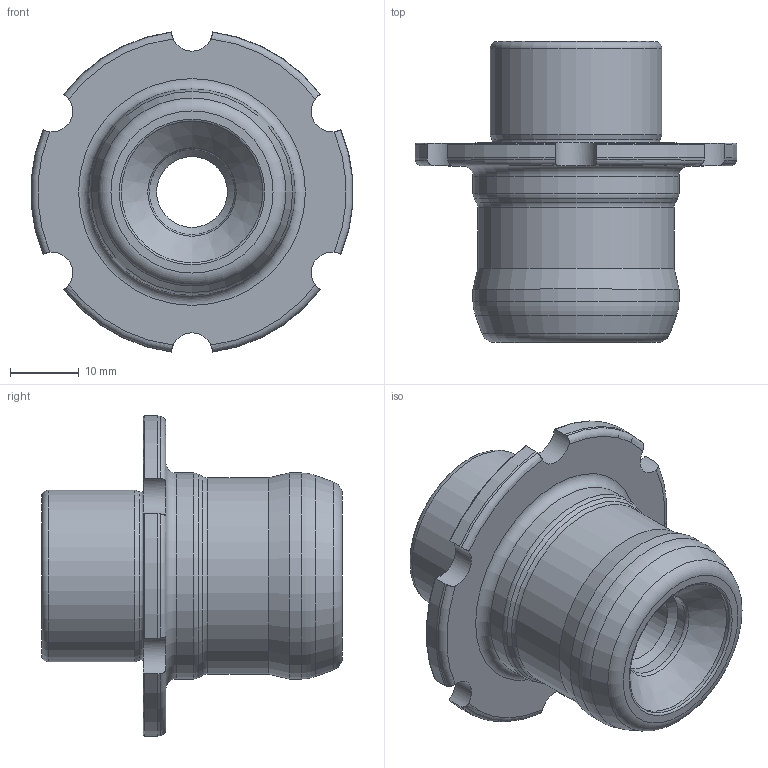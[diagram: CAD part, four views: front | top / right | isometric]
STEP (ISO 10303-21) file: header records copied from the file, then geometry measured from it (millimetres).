
FILE_DESCRIPTION (( 'STEP AP214' ), '1' );
FILE_NAME ('STARK_804 474-01_A.STEP', '2019-10-17T06:18:29', ( '' ), ( '' ), 'SwSTEP 2.0', 'SolidWorks 2019', '' );
FILE_SCHEMA (( 'AUTOMOTIVE_DESIGN' ));
Length unit declared in the file: millimetre
Products named in the file (1): STARK_804 474-01_A
Bounding box: 46.85 x 43.8 x 46.62 mm (x, y, z)
Volume: 24696.3 mm3; surface area: 8347.5 mm2
Topology: 1 solids, 1 shells, 66 faces, 164 edges, 102 vertices
Faces by surface type: torus 22, cylinder 20, cone 20, plane 4
Full cylindrical faces by diameter (mm): 10.3 x1, 12.4 x2, 20.6 x1, 25 x1, 28.585 x1, 30 x2
Entity records: 2000 total; most frequent: CARTESIAN_POINT 533, DIRECTION 300, ORIENTED_EDGE 274, AXIS2_PLACEMENT_3D 144, EDGE_CURVE 137, VERTEX_POINT 101, EDGE_LOOP 96, FACE_OUTER_BOUND 84
